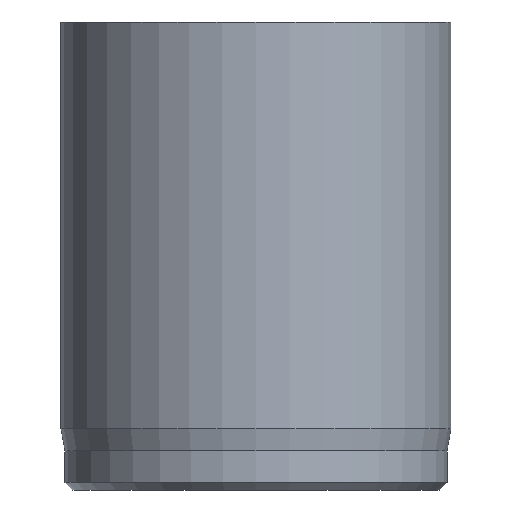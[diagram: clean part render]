
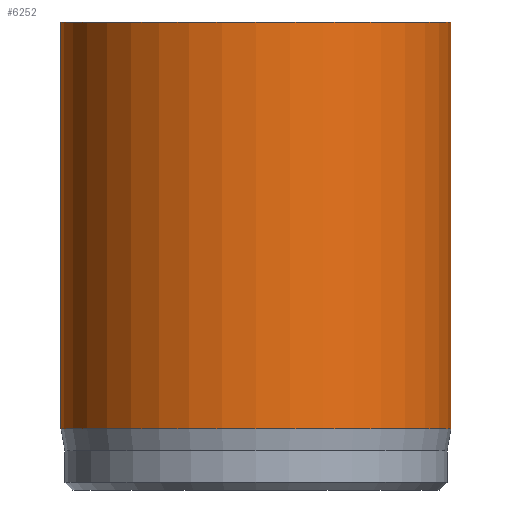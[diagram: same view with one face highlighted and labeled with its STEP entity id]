
A CAD part, front view. The second image highlights one B-rep face of the part: STEP entity #6252.
In plain terms, the highlighted cylindrical face has radius 5 mm (diameter 10 mm), a full revolution.
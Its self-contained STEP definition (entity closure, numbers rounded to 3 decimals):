
#33=CYLINDRICAL_SURFACE('',#6485,5.);
#50=CIRCLE('',#6458,5.);
#62=CIRCLE('',#6483,5.);
#63=CIRCLE('',#6484,5.);
#511=FACE_OUTER_BOUND('',#878,.T.);
#878=EDGE_LOOP('',(#5435,#5436,#5437,#5438,#5439));
#1345=LINE('',#11357,#1825);
#1825=VECTOR('',#7179,5.);
#2830=VERTEX_POINT('',#11308);
#2842=VERTEX_POINT('',#11351);
#2843=VERTEX_POINT('',#11352);
#3706=EDGE_CURVE('',#2830,#2830,#50,.T.);
#3724=EDGE_CURVE('',#2842,#2843,#62,.T.);
#3725=EDGE_CURVE('',#2843,#2842,#63,.T.);
#3727=EDGE_CURVE('',#2830,#2842,#1345,.T.);
#5435=ORIENTED_EDGE('',*,*,#3706,.T.);
#5436=ORIENTED_EDGE('',*,*,#3727,.T.);
#5437=ORIENTED_EDGE('',*,*,#3724,.T.);
#5438=ORIENTED_EDGE('',*,*,#3725,.T.);
#5439=ORIENTED_EDGE('',*,*,#3727,.F.);
#6252=ADVANCED_FACE('',(#511),#33,.T.);
#6458=AXIS2_PLACEMENT_3D('',#11309,#7116,#7117);
#6483=AXIS2_PLACEMENT_3D('',#11353,#7172,#7173);
#6484=AXIS2_PLACEMENT_3D('',#11354,#7174,#7175);
#6485=AXIS2_PLACEMENT_3D('',#11356,#7177,#7178);
#7116=DIRECTION('center_axis',(0.,0.,-1.));
#7117=DIRECTION('ref_axis',(-1.,0.,0.));
#7172=DIRECTION('center_axis',(0.,0.,1.));
#7173=DIRECTION('ref_axis',(-1.,0.,0.));
#7174=DIRECTION('center_axis',(0.,0.,1.));
#7175=DIRECTION('ref_axis',(-1.,0.,0.));
#7177=DIRECTION('center_axis',(0.,0.,1.));
#7178=DIRECTION('ref_axis',(-1.,0.,0.));
#7179=DIRECTION('',(0.,0.,-1.));
#11308=CARTESIAN_POINT('',(5.,0.,12.));
#11309=CARTESIAN_POINT('Origin',(0.,0.,12.));
#11351=CARTESIAN_POINT('',(5.,0.,1.567));
#11352=CARTESIAN_POINT('',(-5.,0.,1.567));
#11353=CARTESIAN_POINT('Origin',(0.,0.,1.567));
#11354=CARTESIAN_POINT('Origin',(0.,0.,1.567));
#11356=CARTESIAN_POINT('Origin',(0.,0.,0.));
#11357=CARTESIAN_POINT('',(5.,0.,0.));
